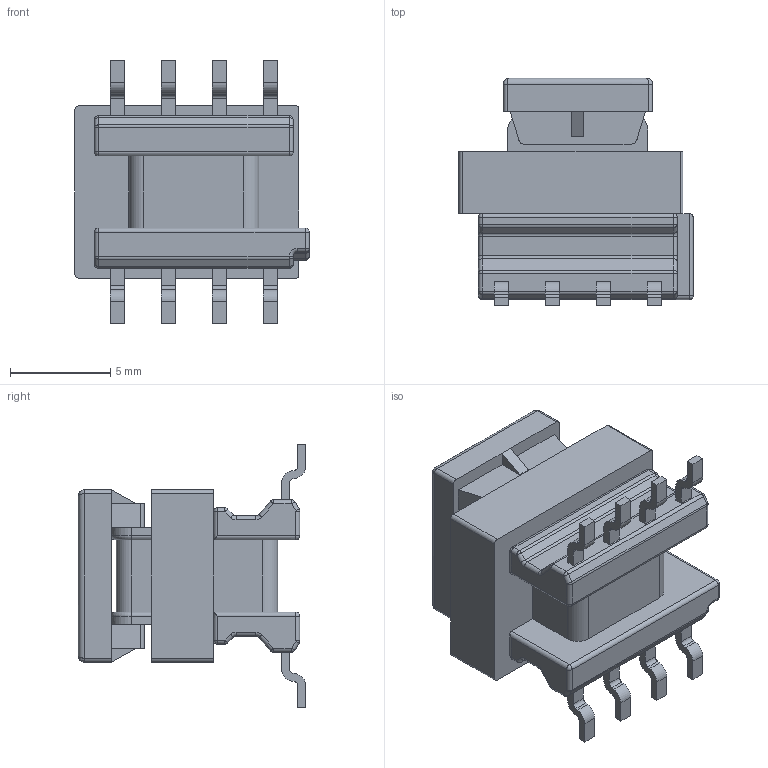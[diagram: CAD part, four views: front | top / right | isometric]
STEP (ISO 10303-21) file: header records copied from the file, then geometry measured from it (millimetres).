
FILE_DESCRIPTION((''),'2;1');
FILE_NAME('B78307A_E10EM','2021-08-10T',('ED8242'),(''),'CREO PARAMETRIC BY PTC INC, 2015480','CREO PARAMETRIC BY PTC INC, 2015480','');
FILE_SCHEMA(('CONFIG_CONTROL_DESIGN'));
Length unit declared in the file: millimetre
Products named in the file (1): B78307A_E10EM
Bounding box: 11.7 x 11.35 x 13.16 mm (x, y, z)
Volume: 705.1 mm3; surface area: 791.6 mm2
Topology: 1 solids, 1 shells, 297 faces, 757 edges, 455 vertices
Faces by surface type: plane 138, cylinder 117, sphere 25, torus 12, bspline 5
Entity records: 13549 total; most frequent: CARTESIAN_POINT 1811, DIRECTION 1552, ORIENTED_EDGE 1486, PRESENTATION_STYLE_ASSIGNMENT 1029, STYLED_ITEM 839, CURVE_STYLE 743, EDGE_CURVE 743, AXIS2_PLACEMENT_3D 531
